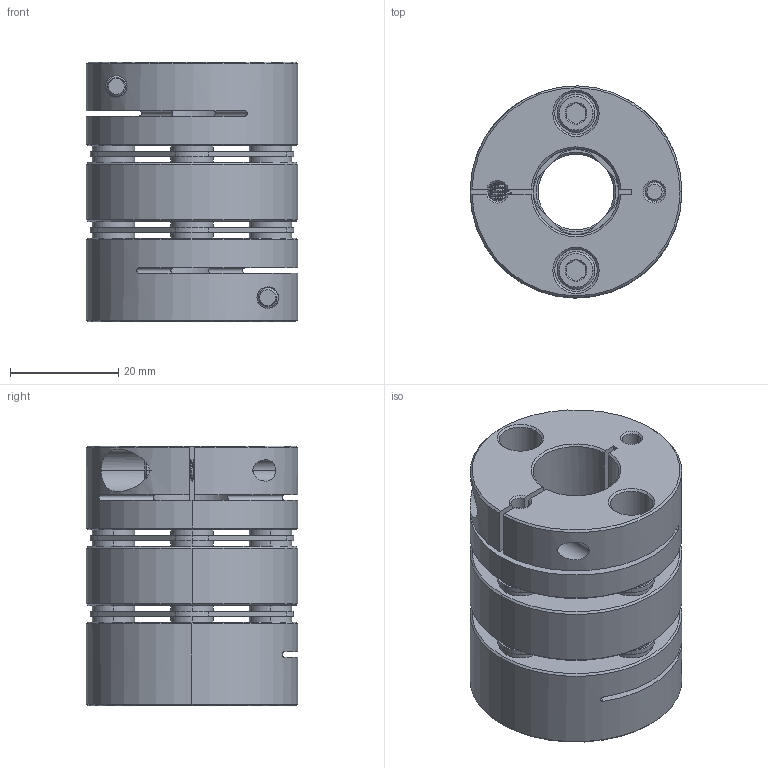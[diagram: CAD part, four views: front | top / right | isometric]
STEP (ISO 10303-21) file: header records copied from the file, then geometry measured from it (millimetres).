
FILE_DESCRIPTION (( 'STEP AP203' ), '1' );
FILE_NAME ('2764K431.step', '2014-08-06T18:05:15', ( '' ), ( '' ), 'SwSTEP 2.0', 'SolidWorks 2013', '' );
FILE_SCHEMA (( 'CONFIG_CONTROL_DESIGN' ));
Length unit declared in the file: inch
Products named in the file (1): 2764K431
Bounding box: 39.12 x 39.12 x 48.01 mm (x, y, z)
Volume: 40749 mm3; surface area: 24164 mm2
Topology: 13 solids, 13 shells, 484 faces, 1166 edges, 736 vertices
Faces by surface type: cylinder 228, plane 134, cone 116, bspline 6
Entity records: 19033 total; most frequent: CARTESIAN_POINT 7819, DIRECTION 2334, ORIENTED_EDGE 2332, EDGE_CURVE 1166, AXIS2_PLACEMENT_3D 931, VERTEX_POINT 736, EDGE_LOOP 574, ADVANCED_FACE 484
